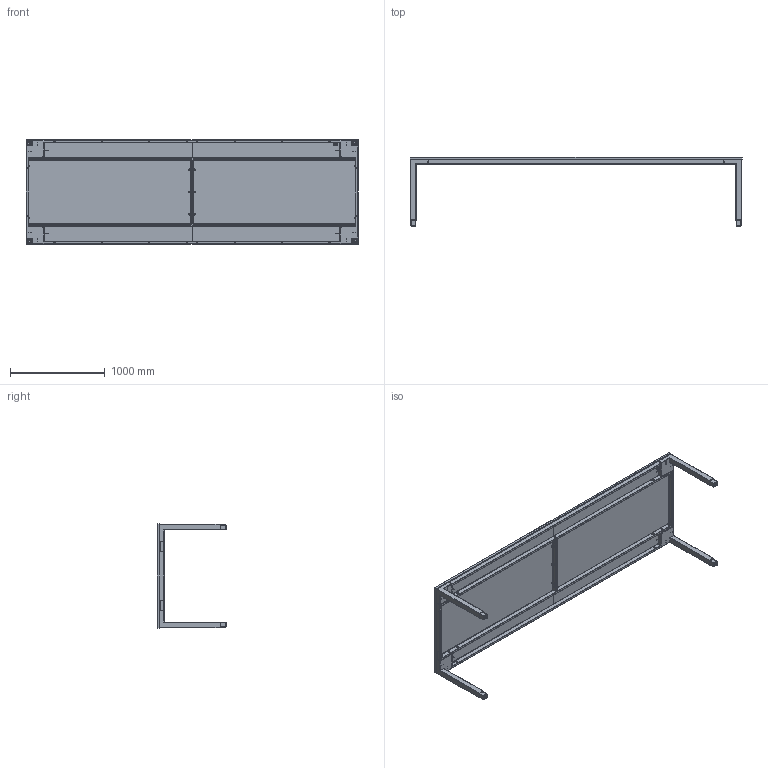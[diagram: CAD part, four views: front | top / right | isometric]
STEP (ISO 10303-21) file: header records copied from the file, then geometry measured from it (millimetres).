
FILE_DESCRIPTION (( 'STEP AP203' ), '1' );
FILE_NAME ('TETRA RECANGLE 3500 - HIGH END by Swedstyle_562003XXG-1.STEP', '2021-03-11T05:44:22', ( '' ), ( '' ), 'SwSTEP 2.0', 'SolidWorks 2019', '' );
FILE_SCHEMA (( 'CONFIG_CONTROL_DESIGN' ));
Length unit declared in the file: millimetre
Products named in the file (3): Skiva - Tetra Rectangle 3500 HIGH END; Tetra Rectangle 3500, +50mm, exkl. skiva - HIGH END; TETRA RECANGLE 3500 - HIGH END by Swedstyle_562003XXG-1
Assembly tree (2 placements, depth 2):
  TETRA RECANGLE 3500 - HIGH END by Swedstyle_562003XXG-1
    Tetra Rectangle 3500, +50mm, exkl. skiva - HIGH END
    Skiva - Tetra Rectangle 3500 HIGH END
Bounding box: 3500 x 730.9 x 1100 mm (x, y, z)
Surface area: 12830513.8 mm2 (no closed solid volume)
Topology: 0 solids, 152 shells, 965 faces, 4136 edges, 3297 vertices
Faces by surface type: cylinder 444, plane 398, torus 78, bspline 24, cone 11, sphere 10
Entity records: 47693 total; most frequent: CARTESIAN_POINT 12924, DIRECTION 7481, ORIENTED_EDGE 5746, EDGE_CURVE 4126, VERTEX_POINT 3297, AXIS2_PLACEMENT_3D 2651, LINE 2179, VECTOR 2179
